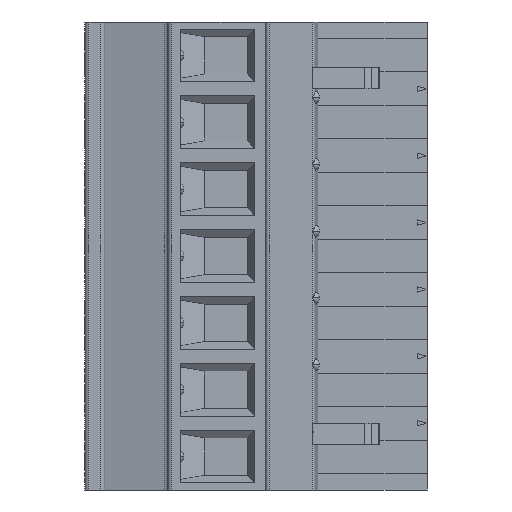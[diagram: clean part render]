
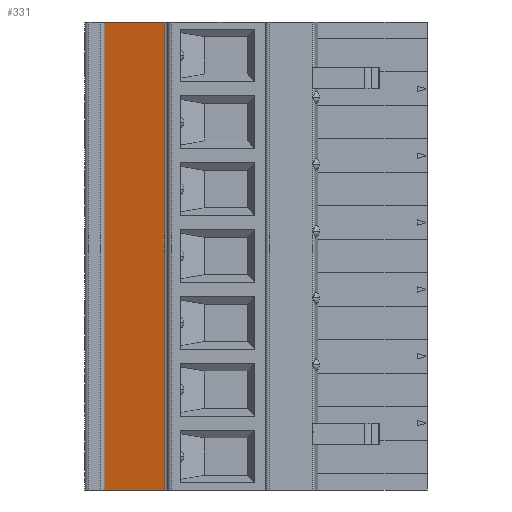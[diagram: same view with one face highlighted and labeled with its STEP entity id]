
A CAD part, left-side view. The second image highlights one B-rep face of the part: STEP entity #331.
In plain terms, the highlighted planar face has unit normal (-0.966, 0.259, 0).
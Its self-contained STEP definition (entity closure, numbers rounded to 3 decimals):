
#331=ADVANCED_FACE('',(#990),#991,.T.);
#990=FACE_OUTER_BOUND('',#1798,.T.);
#991=PLANE('',#1799);
#1798=EDGE_LOOP('',(#4027,#4028,#4029,#4030));
#1799=AXIS2_PLACEMENT_3D('',#4031,#4032,#4033);
#4027=ORIENTED_EDGE('',*,*,#5678,.F.);
#4028=ORIENTED_EDGE('',*,*,#5466,.F.);
#4029=ORIENTED_EDGE('',*,*,#5885,.F.);
#4030=ORIENTED_EDGE('',*,*,#5886,.F.);
#4031=CARTESIAN_POINT('',(-5.265,16.2,-33.02));
#4032=DIRECTION('',(-0.966,0.259,0.));
#4033=DIRECTION('',(0.,0.0,1.0));
#5466=EDGE_CURVE('',#6745,#6747,#6748,.T.);
#5678=EDGE_CURVE('',#6747,#7076,#7077,.T.);
#5885=EDGE_CURVE('',#7392,#6745,#7393,.T.);
#5886=EDGE_CURVE('',#7076,#7392,#7394,.T.);
#6745=VERTEX_POINT('',#8839);
#6747=VERTEX_POINT('',#8842);
#6748=LINE('',#8843,#8844);
#7076=VERTEX_POINT('',#9377);
#7077=LINE('',#9378,#9379);
#7392=VERTEX_POINT('',#9985);
#7393=LINE('',#9986,#9987);
#7394=LINE('',#9988,#9989);
#8839=CARTESIAN_POINT('',(-5.265,16.2,0.));
#8842=CARTESIAN_POINT('',(-6.492,11.622,0.));
#8843=CARTESIAN_POINT('',(-19.049,-35.243,0.));
#8844=VECTOR('',#11216,1.0);
#9377=CARTESIAN_POINT('',(-6.492,11.622,-35.56));
#9378=CARTESIAN_POINT('',(-6.492,11.622,-33.02));
#9379=VECTOR('',#11563,1.0);
#9985=CARTESIAN_POINT('',(-5.265,16.2,-35.56));
#9986=CARTESIAN_POINT('',(-5.265,16.2,-33.02));
#9987=VECTOR('',#11846,1.0);
#9988=CARTESIAN_POINT('',(-19.049,-35.243,-35.56));
#9989=VECTOR('',#11847,1.0);
#11216=DIRECTION('',(-0.259,-0.966,0.));
#11563=DIRECTION('',(0.,0.0,-1.0));
#11846=DIRECTION('',(0.,0.0,1.0));
#11847=DIRECTION('',(0.259,0.966,0.));
